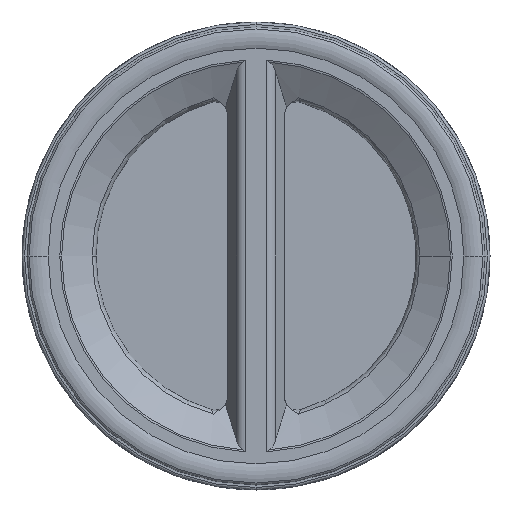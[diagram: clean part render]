
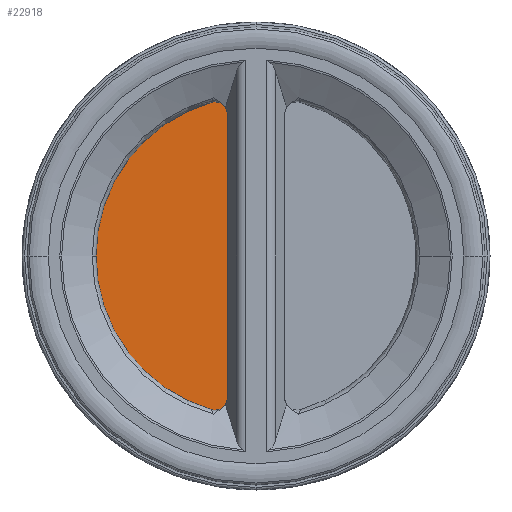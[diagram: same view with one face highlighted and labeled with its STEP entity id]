
A CAD part, front view. The second image highlights one B-rep face of the part: STEP entity #22918.
In plain terms, the highlighted planar face has unit normal (0, -1, 0).
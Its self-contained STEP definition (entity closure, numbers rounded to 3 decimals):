
#15695 = PLANE ( 'NONE',  #24556 ) ;
#15696 = CARTESIAN_POINT ( 'NONE',  ( 0., -78.3, 0. ) ) ;
#15697 = DIRECTION ( 'NONE',  ( 0., -1., 0. ) ) ;
#15698 = DIRECTION ( 'NONE',  ( 0., 0., 1. ) ) ;
#16218 = AXIS2_PLACEMENT_3D ( 'NONE', #58408, #58410, #58411 ) ;
#16219 = VECTOR ( 'NONE', #58404, 1000. ) ;
#22918 = ADVANCED_FACE ( 'NONE', ( #23811 ), #15695, .T. ) ;
#23811 = FACE_OUTER_BOUND ( 'NONE', #45215, .T. ) ;
#24556 = AXIS2_PLACEMENT_3D ( 'NONE', #15696, #15697, #15698 ) ;
#33947 = EDGE_CURVE ( 'NONE', #39501, #39464, #58402, .T. ) ;
#33949 = EDGE_CURVE ( 'NONE', #39464, #39501, #43179, .T. ) ;
#39464 = VERTEX_POINT ( 'NONE', #50736 ) ;
#39501 = VERTEX_POINT ( 'NONE', #50787 ) ;
#43179 = CIRCLE ( 'NONE', #16218, 130. ) ;
#45215 = EDGE_LOOP ( 'NONE', ( #49874, #49876 ) ) ;
#49874 = ORIENTED_EDGE ( 'NONE', *, *, #33947, .T. ) ;
#49876 = ORIENTED_EDGE ( 'NONE', *, *, #33949, .T. ) ;
#50736 = CARTESIAN_POINT ( 'NONE',  ( -19.5, -78.3, 128.529 ) ) ;
#50787 = CARTESIAN_POINT ( 'NONE',  ( -19.5, -78.3, -128.529 ) ) ;
#58402 = LINE ( 'NONE', #58403, #16219 ) ;
#58403 = CARTESIAN_POINT ( 'NONE',  ( -19.5, -78.3, 0. ) ) ;
#58404 = DIRECTION ( 'NONE',  ( 0., 0., 1. ) ) ;
#58408 = CARTESIAN_POINT ( 'NONE',  ( 0., -78.3, 0. ) ) ;
#58410 = DIRECTION ( 'NONE',  ( 0., -1., 0. ) ) ;
#58411 = DIRECTION ( 'NONE',  ( 0., 0., 1. ) ) ;
